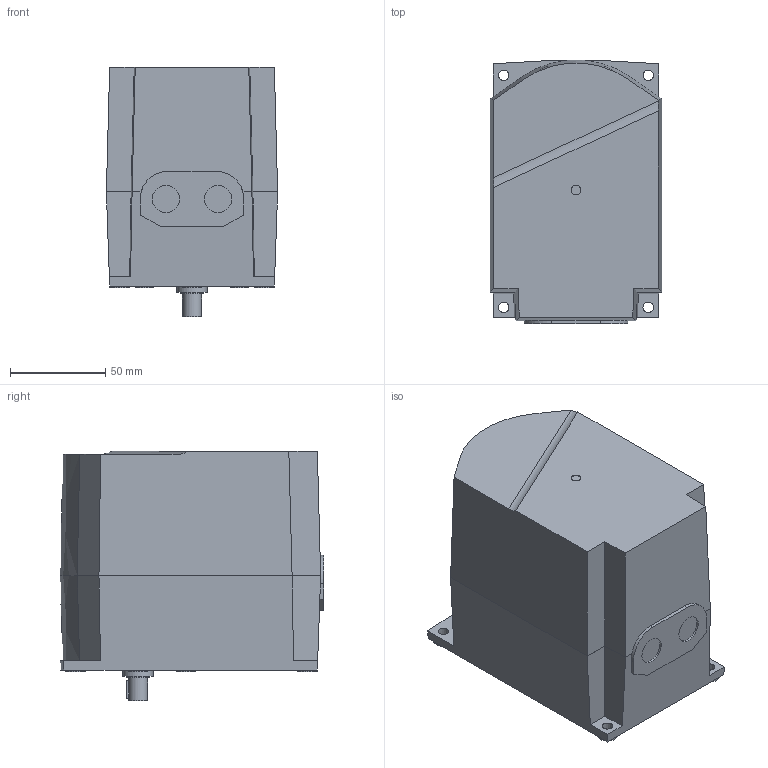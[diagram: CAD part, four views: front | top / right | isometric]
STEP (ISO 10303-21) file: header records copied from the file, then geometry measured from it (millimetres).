
FILE_DESCRIPTION(/* description */ ('Step214-Parts for PM'),/* implementation_level */ '2;1');
FILE_NAME(/* name */ 'SQM45....stp',/* time_stamp */ '2016-04-05T11:23:17+02:00',/* author */ ('EMC'),/* organization */ ('Siemens'),/* preprocessor_version */ 'ST-DEVELOPER v15',/* originating_system */ 'SIEMENS PLM Software NX 8.5',/* authorisation */ 'EMC/PM');
FILE_SCHEMA (('AUTOMOTIVE_DESIGN { 1 0 10303 214 3 1 1 1 }'));
Length unit declared in the file: millimetre
Products named in the file (1): Volc0E9850685hcu
Bounding box: 90.03 x 138.43 x 131.1 mm (x, y, z)
Volume: 1263610.4 mm3; surface area: 73083.2 mm2
Topology: 1 solids, 1 shells, 88 faces, 208 edges, 140 vertices
Faces by surface type: plane 58, cone 17, cylinder 13
Full cylindrical faces by diameter (mm): 5 x1, 10 x1, 12 x1, 14.38 x2, 16 x1
Entity records: 2715 total; most frequent: CARTESIAN_POINT 425, DIRECTION 416, ORIENTED_EDGE 360, EDGE_CURVE 180, AXIS2_PLACEMENT_3D 151, EDGE_LOOP 134, VERTEX_POINT 132, LINE 114
